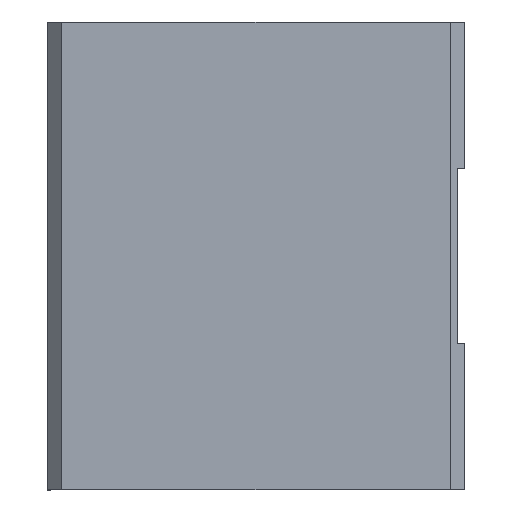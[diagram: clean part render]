
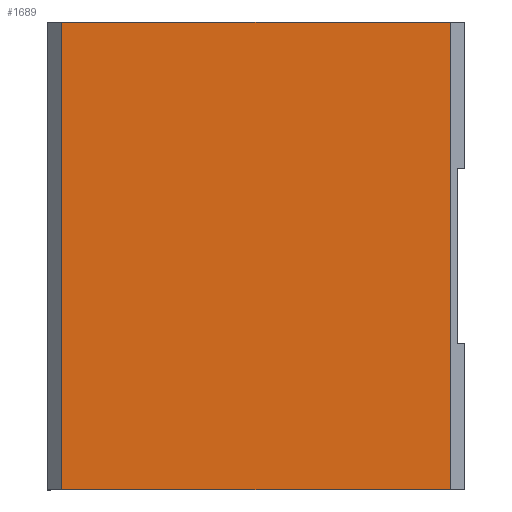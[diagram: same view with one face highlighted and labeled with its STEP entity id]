
A CAD part, left-side view. The second image highlights one B-rep face of the part: STEP entity #1689.
In plain terms, the highlighted planar face has unit normal (-1, 0, 0).
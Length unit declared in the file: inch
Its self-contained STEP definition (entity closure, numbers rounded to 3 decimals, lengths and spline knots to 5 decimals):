
#27 = VERTEX_POINT ( 'NONE', #807 ) ;
#71 = VECTOR ( 'NONE', #1341, 39.37008 ) ;
#84 = ORIENTED_EDGE ( 'NONE', *, *, #489, .T. ) ;
#148 = CARTESIAN_POINT ( 'NONE',  ( -2.875, 0., -1. ) ) ;
#234 = VERTEX_POINT ( 'NONE', #1446 ) ;
#251 = VERTEX_POINT ( 'NONE', #1668 ) ;
#267 = AXIS2_PLACEMENT_3D ( 'NONE', #529, #1564, #1426 ) ;
#268 = LINE ( 'NONE', #148, #371 ) ;
#371 = VECTOR ( 'NONE', #1323, 39.37008 ) ;
#489 = EDGE_CURVE ( 'NONE', #251, #1395, #685, .T. ) ;
#520 = PLANE ( 'NONE',  #267 ) ;
#529 = CARTESIAN_POINT ( 'NONE',  ( -2.875, 1.785, -1.375 ) ) ;
#594 = ORIENTED_EDGE ( 'NONE', *, *, #834, .F. ) ;
#655 = FACE_OUTER_BOUND ( 'NONE', #1559, .T. ) ;
#685 = LINE ( 'NONE', #1579, #831 ) ;
#807 = CARTESIAN_POINT ( 'NONE',  ( -2.875, 0.0625, -1. ) ) ;
#810 = ORIENTED_EDGE ( 'NONE', *, *, #1262, .T. ) ;
#831 = VECTOR ( 'NONE', #1324, 39.37008 ) ;
#834 = EDGE_CURVE ( 'NONE', #27, #234, #268, .T. ) ;
#838 = CARTESIAN_POINT ( 'NONE',  ( -2.875, 1.7225, -1.375 ) ) ;
#935 = DIRECTION ( 'NONE',  ( 0., 0., 1. ) ) ;
#1113 = EDGE_CURVE ( 'NONE', #27, #251, #1321, .T. ) ;
#1262 = EDGE_CURVE ( 'NONE', #1395, #234, #1353, .T. ) ;
#1274 = CARTESIAN_POINT ( 'NONE',  ( -2.875, 0.0625, -1.375 ) ) ;
#1281 = VECTOR ( 'NONE', #935, 39.37008 ) ;
#1321 = LINE ( 'NONE', #1274, #1281 ) ;
#1323 = DIRECTION ( 'NONE',  ( 0., 1., 0. ) ) ;
#1324 = DIRECTION ( 'NONE',  ( 0., 1., 0. ) ) ;
#1341 = DIRECTION ( 'NONE',  ( 0., 0., -1. ) ) ;
#1353 = LINE ( 'NONE', #838, #71 ) ;
#1395 = VERTEX_POINT ( 'NONE', #1397 ) ;
#1397 = CARTESIAN_POINT ( 'NONE',  ( -2.875, 1.7225, 1. ) ) ;
#1401 = ORIENTED_EDGE ( 'NONE', *, *, #1113, .T. ) ;
#1426 = DIRECTION ( 'NONE',  ( 0., 1., 0. ) ) ;
#1446 = CARTESIAN_POINT ( 'NONE',  ( -2.875, 1.7225, -1. ) ) ;
#1559 = EDGE_LOOP ( 'NONE', ( #1401, #84, #810, #594 ) ) ;
#1564 = DIRECTION ( 'NONE',  ( 1., 0., 0. ) ) ;
#1579 = CARTESIAN_POINT ( 'NONE',  ( -2.875, 0., 1. ) ) ;
#1668 = CARTESIAN_POINT ( 'NONE',  ( -2.875, 0.0625, 1. ) ) ;
#1689 = ADVANCED_FACE ( 'NONE', ( #655 ), #520, .F. ) ;
